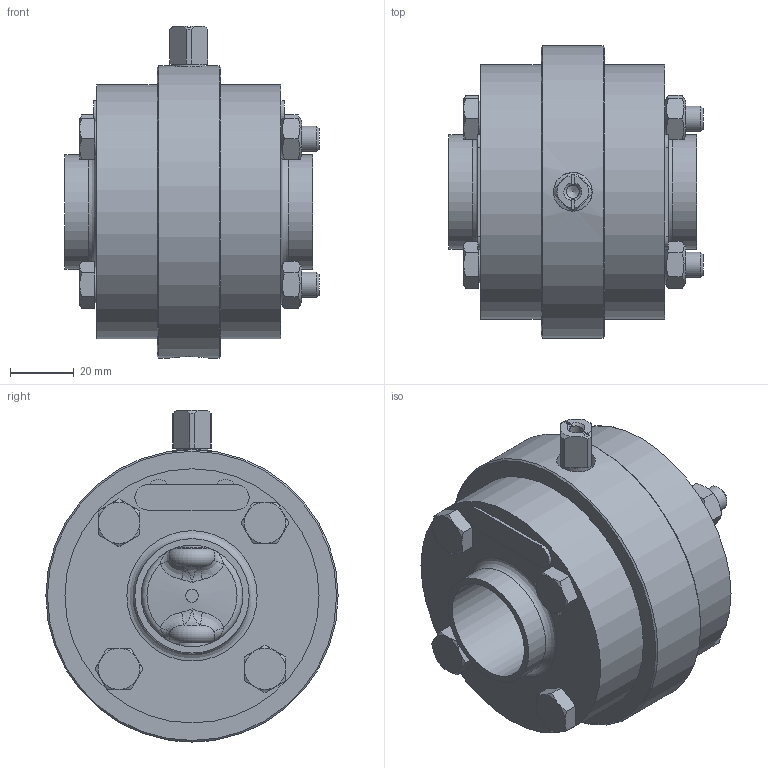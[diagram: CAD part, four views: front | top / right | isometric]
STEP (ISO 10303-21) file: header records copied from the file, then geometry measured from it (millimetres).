
FILE_DESCRIPTION((''),'2;1');
FILE_NAME('56040032XX30.stp','2010-11-23T13:33:17',('Creator'),(''),'Autodesk Inventor 2010','Autodesk Inventor 2010','');
FILE_SCHEMA(('AUTOMOTIVE_DESIGN { 1 0 10303 214 1 1 1 1 }'));
Length unit declared in the file: millimetre
Products named in the file (1): 56040032XX30
Bounding box: 80 x 92 x 104.5 mm (x, y, z)
Volume: 287443.5 mm3; surface area: 60681.5 mm2
Topology: 1 solids, 7 shells, 259 faces, 614 edges, 369 vertices
Faces by surface type: plane 120, cone 52, cylinder 46, bspline 30, torus 8, sphere 3
Full cylindrical faces by diameter (mm): 4.134 x1, 7.2 x4, 7.323 x4, 8 x8, 8.5 x4, 10 x2, 11.4 x4, 12.2 x2, 32 x2, 36 x2, 80 x2, 92 x1
Entity records: 9107 total; most frequent: CARTESIAN_POINT 3968, ORIENTED_EDGE 1028, DIRECTION 996, EDGE_CURVE 514, AXIS2_PLACEMENT_3D 430, EDGE_LOOP 355, VERTEX_POINT 345, FACE_OUTER_BOUND 258
